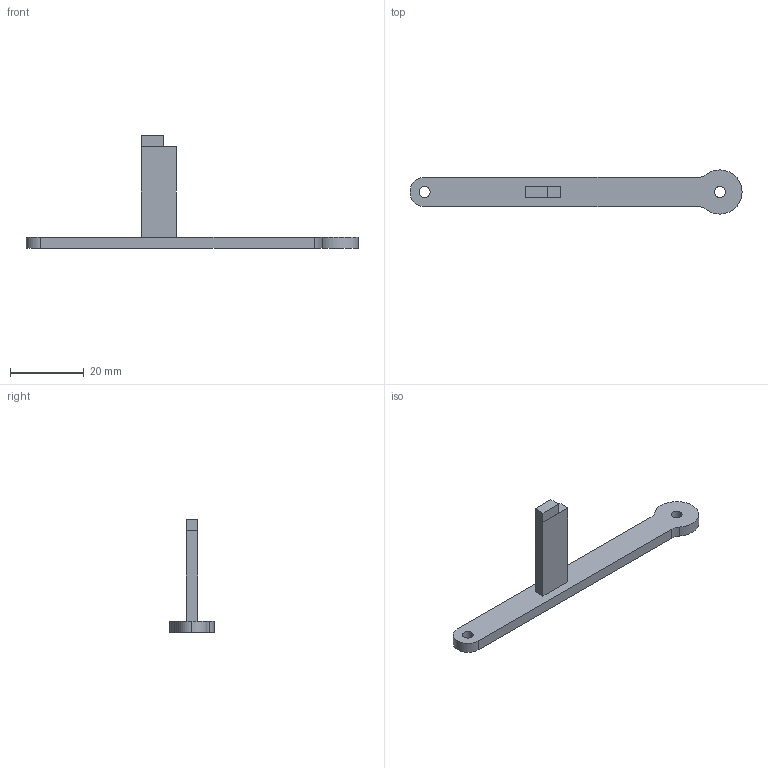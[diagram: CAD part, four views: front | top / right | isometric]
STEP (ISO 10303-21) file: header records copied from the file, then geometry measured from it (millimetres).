
FILE_DESCRIPTION (( 'STEP AP203' ), '1' );
FILE_NAME ('Arm upper right_Predeterminado_sldprt.STEP', '2020-04-20T18:35:48', ( '' ), ( '' ), 'SwSTEP 2.0', 'SolidWorks 2020', '' );
FILE_SCHEMA (( 'CONFIG_CONTROL_DESIGN' ));
Length unit declared in the file: millimetre
Products named in the file (1): Arm upper right_Predeterminado_sldprt
Bounding box: 90 x 11.99 x 30.55 mm (x, y, z)
Volume: 2914.7 mm3; surface area: 2777.9 mm2
Topology: 2 solids, 2 shells, 24 faces, 57 edges, 38 vertices
Faces by surface type: plane 15, cylinder 9
Entity records: 782 total; most frequent: DIRECTION 125, CARTESIAN_POINT 120, ORIENTED_EDGE 114, EDGE_CURVE 57, AXIS2_PLACEMENT_3D 43, VECTOR 39, LINE 39, VERTEX_POINT 38
